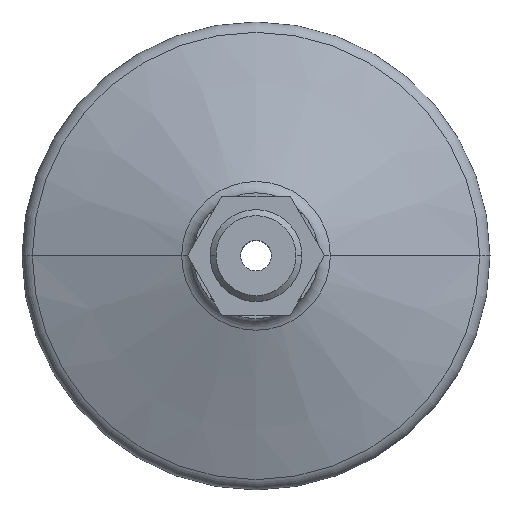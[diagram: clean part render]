
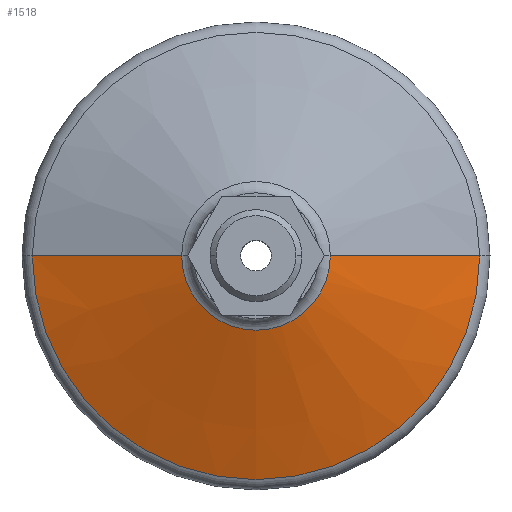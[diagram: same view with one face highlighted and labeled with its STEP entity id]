
A CAD part, top view. The second image highlights one B-rep face of the part: STEP entity #1518.
In plain terms, the highlighted conical face has half-angle 69.99 degrees and reference radius 21.332 mm.
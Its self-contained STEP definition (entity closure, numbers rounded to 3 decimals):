
#11 = VERTEX_POINT ( 'NONE', #1074 ) ;
#58 = AXIS2_PLACEMENT_3D ( 'NONE', #64, #1355, #1201 ) ;
#64 = CARTESIAN_POINT ( 'NONE',  ( 0., 0., 20. ) ) ;
#132 = EDGE_CURVE ( 'NONE', #1214, #1866, #280, .T. ) ;
#137 = DIRECTION ( 'NONE',  ( 0.94, 0., -0.342 ) ) ;
#155 = EDGE_LOOP ( 'NONE', ( #316, #1261, #1482, #1293 ) ) ;
#176 = FACE_OUTER_BOUND ( 'NONE', #155, .T. ) ;
#234 = CARTESIAN_POINT ( 'NONE',  ( 10.644, 0., 23.892 ) ) ;
#280 = LINE ( 'NONE', #1857, #1456 ) ;
#296 = CONICAL_SURFACE ( 'NONE', #58, 21.332, 1.222 ) ;
#307 = LINE ( 'NONE', #1433, #1606 ) ;
#316 = ORIENTED_EDGE ( 'NONE', *, *, #858, .T. ) ;
#487 = AXIS2_PLACEMENT_3D ( 'NONE', #997, #1581, #663 ) ;
#512 = CIRCLE ( 'NONE', #1051, 32.02 ) ;
#663 = DIRECTION ( 'NONE',  ( 1., 0., 0. ) ) ;
#707 = CARTESIAN_POINT ( 'NONE',  ( 32.02, 0., 16.108 ) ) ;
#858 = EDGE_CURVE ( 'NONE', #1214, #11, #1122, .T. ) ;
#997 = CARTESIAN_POINT ( 'NONE',  ( 0., 0., 23.892 ) ) ;
#1051 = AXIS2_PLACEMENT_3D ( 'NONE', #1706, #1270, #1127 ) ;
#1069 = VERTEX_POINT ( 'NONE', #1338 ) ;
#1074 = CARTESIAN_POINT ( 'NONE',  ( -10.644, 0., 23.892 ) ) ;
#1122 = CIRCLE ( 'NONE', #487, 10.644 ) ;
#1127 = DIRECTION ( 'NONE',  ( 1., 0., 0. ) ) ;
#1201 = DIRECTION ( 'NONE',  ( 1., 0., 0. ) ) ;
#1214 = VERTEX_POINT ( 'NONE', #234 ) ;
#1254 = EDGE_CURVE ( 'NONE', #1866, #1069, #512, .T. ) ;
#1261 = ORIENTED_EDGE ( 'NONE', *, *, #1868, .T. ) ;
#1270 = DIRECTION ( 'NONE',  ( 0., 0., -1. ) ) ;
#1293 = ORIENTED_EDGE ( 'NONE', *, *, #132, .F. ) ;
#1338 = CARTESIAN_POINT ( 'NONE',  ( -32.02, 0., 16.108 ) ) ;
#1355 = DIRECTION ( 'NONE',  ( 0., 0., -1. ) ) ;
#1433 = CARTESIAN_POINT ( 'NONE',  ( -21.332, 0., 20. ) ) ;
#1456 = VECTOR ( 'NONE', #137, 1000. ) ;
#1482 = ORIENTED_EDGE ( 'NONE', *, *, #1254, .F. ) ;
#1518 = ADVANCED_FACE ( 'NONE', ( #176 ), #296, .T. ) ;
#1581 = DIRECTION ( 'NONE',  ( 0., 0., -1. ) ) ;
#1606 = VECTOR ( 'NONE', #1740, 1000. ) ;
#1706 = CARTESIAN_POINT ( 'NONE',  ( 0., 0., 16.108 ) ) ;
#1740 = DIRECTION ( 'NONE',  ( -0.94, 0., -0.342 ) ) ;
#1857 = CARTESIAN_POINT ( 'NONE',  ( 21.332, 0., 20. ) ) ;
#1866 = VERTEX_POINT ( 'NONE', #707 ) ;
#1868 = EDGE_CURVE ( 'NONE', #11, #1069, #307, .T. ) ;
